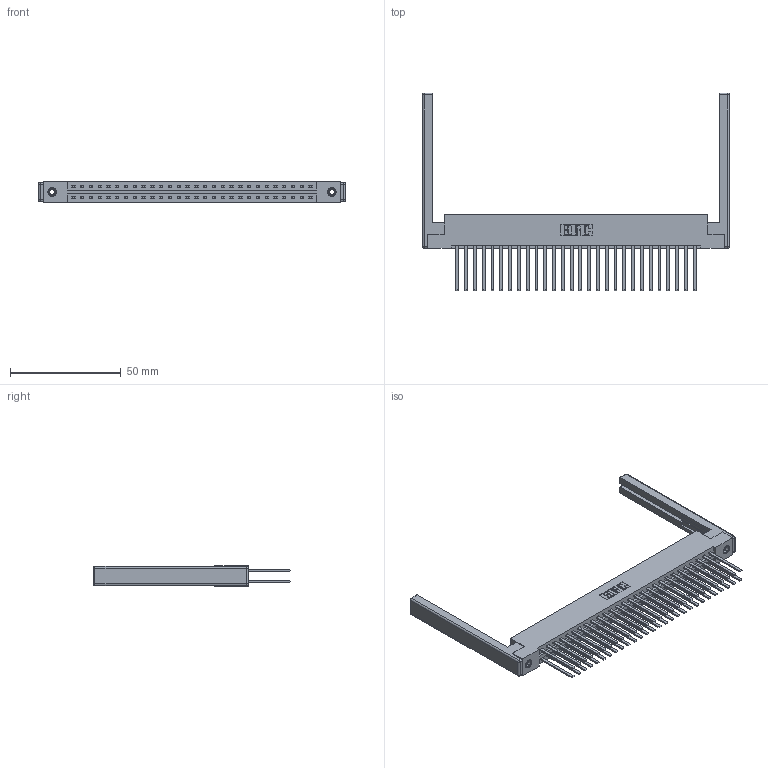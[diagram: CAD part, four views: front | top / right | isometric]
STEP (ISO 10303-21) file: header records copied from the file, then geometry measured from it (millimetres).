
FILE_DESCRIPTION (( 'STEP AP203' ), '1' );
FILE_NAME ('387-056-544-268.STEP', '2019-10-19T07:19:23', ( '' ), ( '' ), 'SwSTEP 2.0', 'SolidWorks 2016', '' );
FILE_SCHEMA (( 'CONFIG_CONTROL_DESIGN' ));
Length unit declared in the file: inch
Products named in the file (5): 387-056-544-268; 345-250-001_345-250-001-102; 307-220-068; 337 Part_Flush Mounting Lugs - 0.156 Dia-TI; 345-292-001_345-293-144
Assembly tree (61 placements, depth 2):
  387-056-544-268
    337 Part_Flush Mounting Lugs - 0.156 Dia-TI
    345-292-001_345-293-144  x56
    345-250-001_345-250-001-102  x2
    307-220-068  x2
Bounding box: 138.38 x 89.03 x 9.4 mm (x, y, z)
Volume: 19566.9 mm3; surface area: 23626.3 mm2
Topology: 61 solids, 61 shells, 2956 faces, 8709 edges, 5710 vertices
Faces by surface type: plane 2062, cylinder 870, cone 12, sphere 8, torus 4
Entity records: 26096 total; most frequent: CARTESIAN_POINT 4371, ORIENTED_EDGE 4296, DIRECTION 3810, EDGE_CURVE 2148, VECTOR 1974, LINE 1974, VERTEX_POINT 1422, AXIS2_PLACEMENT_3D 918
